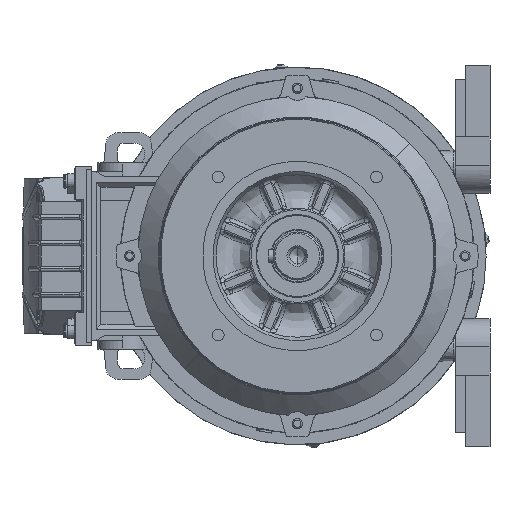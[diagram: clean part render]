
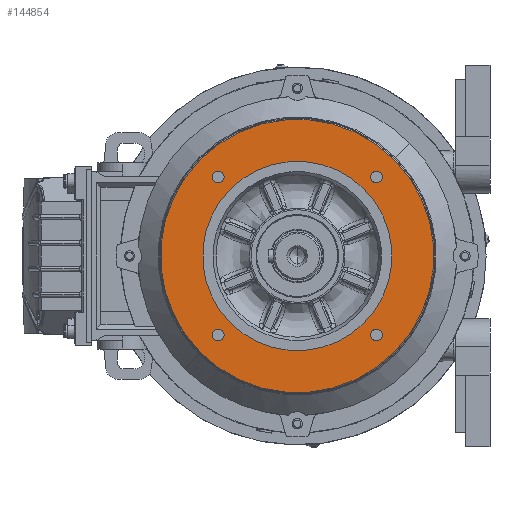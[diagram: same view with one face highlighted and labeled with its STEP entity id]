
A CAD part, left-side view. The second image highlights one B-rep face of the part: STEP entity #144854.
In plain terms, the highlighted planar face has unit normal (-1, 0, 0).
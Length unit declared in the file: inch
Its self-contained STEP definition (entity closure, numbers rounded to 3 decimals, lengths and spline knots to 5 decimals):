
#506 = ORIENTED_EDGE ( 'NONE', *, *, #40669, .T. ) ;
#1178 = EDGE_CURVE ( 'NONE', #70956, #101175, #117043, .T. ) ;
#2335 = AXIS2_PLACEMENT_3D ( 'NONE', #115899, #6458, #103915 ) ;
#3611 = FACE_BOUND ( 'NONE', #153321, .T. ) ;
#4028 = DIRECTION ( 'NONE',  ( 1., 0., 0. ) ) ;
#4064 = CARTESIAN_POINT ( 'NONE',  ( -1.69291, -1.80953, -1.80953 ) ) ;
#6125 = AXIS2_PLACEMENT_3D ( 'NONE', #4064, #56005, #91152 ) ;
#6450 = ORIENTED_EDGE ( 'NONE', *, *, #8365, .T. ) ;
#6458 = DIRECTION ( 'NONE',  ( 1., 0., 0. ) ) ;
#7807 = EDGE_CURVE ( 'NONE', #111340, #57126, #148740, .T. ) ;
#8365 = EDGE_CURVE ( 'NONE', #152247, #144668, #141074, .T. ) ;
#11547 = EDGE_LOOP ( 'NONE', ( #52761, #506 ) ) ;
#11759 = ORIENTED_EDGE ( 'NONE', *, *, #116976, .T. ) ;
#12502 = AXIS2_PLACEMENT_3D ( 'NONE', #83107, #20810, #58370 ) ;
#13801 = EDGE_CURVE ( 'NONE', #57126, #111340, #85746, .T. ) ;
#15390 = CARTESIAN_POINT ( 'NONE',  ( -1.69291, -1.90418, 1.71487 ) ) ;
#16813 = AXIS2_PLACEMENT_3D ( 'NONE', #136039, #51388, #26580 ) ;
#17164 = FACE_BOUND ( 'NONE', #11547, .T. ) ;
#17289 = CIRCLE ( 'NONE', #119370, 3.12721 ) ;
#17725 = CARTESIAN_POINT ( 'NONE',  ( -1.69291, 1.71487, 1.71487 ) ) ;
#17751 = CARTESIAN_POINT ( 'NONE',  ( -1.69291, -1.71487, 1.90418 ) ) ;
#17974 = FACE_BOUND ( 'NONE', #87990, .T. ) ;
#18385 = CARTESIAN_POINT ( 'NONE',  ( -1.69291, -1.80953, 1.80953 ) ) ;
#20810 = DIRECTION ( 'NONE',  ( 1., 0., 0. ) ) ;
#23585 = VERTEX_POINT ( 'NONE', #134003 ) ;
#23964 = DIRECTION ( 'NONE',  ( 0., 0.707, 0.707 ) ) ;
#25389 = CIRCLE ( 'NONE', #101887, 0.13386 ) ;
#25781 = CIRCLE ( 'NONE', #109939, 0.13386 ) ;
#26580 = DIRECTION ( 'NONE',  ( 0., 0.707, 0.707 ) ) ;
#28808 = DIRECTION ( 'NONE',  ( 0., 0.707, 0.707 ) ) ;
#29358 = DIRECTION ( 'NONE',  ( 0., 0.707, 0.707 ) ) ;
#29962 = FACE_BOUND ( 'NONE', #49475, .T. ) ;
#32526 = AXIS2_PLACEMENT_3D ( 'NONE', #65954, #54764, #41222 ) ;
#33980 = CARTESIAN_POINT ( 'NONE',  ( -1.69291, 0., 0. ) ) ;
#36360 = VERTEX_POINT ( 'NONE', #15390 ) ;
#39352 = CARTESIAN_POINT ( 'NONE',  ( -1.69291, 1.71487, -1.90418 ) ) ;
#40669 = EDGE_CURVE ( 'NONE', #36360, #42105, #25781, .T. ) ;
#41222 = DIRECTION ( 'NONE',  ( 0., 0.707, 0.707 ) ) ;
#42105 = VERTEX_POINT ( 'NONE', #17751 ) ;
#43131 = CARTESIAN_POINT ( 'NONE',  ( -1.69291, 1.53114, 1.53114 ) ) ;
#45162 = DIRECTION ( 'NONE',  ( 0., -0.707, -0.707 ) ) ;
#49475 = EDGE_LOOP ( 'NONE', ( #110018, #112160 ) ) ;
#51388 = DIRECTION ( 'NONE',  ( 1., 0., 0. ) ) ;
#52761 = ORIENTED_EDGE ( 'NONE', *, *, #111602, .T. ) ;
#53586 = CARTESIAN_POINT ( 'NONE',  ( -1.69291, -1.71487, -1.71487 ) ) ;
#54764 = DIRECTION ( 'NONE',  ( -1., 0., 0. ) ) ;
#55552 = ORIENTED_EDGE ( 'NONE', *, *, #85035, .T. ) ;
#55967 = CIRCLE ( 'NONE', #2335, 0.13386 ) ;
#56005 = DIRECTION ( 'NONE',  ( 1., 0., 0. ) ) ;
#57126 = VERTEX_POINT ( 'NONE', #53586 ) ;
#58370 = DIRECTION ( 'NONE',  ( 0., 0.707, 0.707 ) ) ;
#59422 = CARTESIAN_POINT ( 'NONE',  ( -1.69291, 1.80953, 1.80953 ) ) ;
#64993 = CIRCLE ( 'NONE', #133536, 0.13386 ) ;
#65606 = CARTESIAN_POINT ( 'NONE',  ( -1.69291, -1.90418, -1.90418 ) ) ;
#65954 = CARTESIAN_POINT ( 'NONE',  ( -1.69291, 0., 0. ) ) ;
#69961 = ORIENTED_EDGE ( 'NONE', *, *, #7807, .T. ) ;
#70956 = VERTEX_POINT ( 'NONE', #43131 ) ;
#71748 = VERTEX_POINT ( 'NONE', #17725 ) ;
#73196 = CIRCLE ( 'NONE', #78190, 0.13386 ) ;
#73735 = AXIS2_PLACEMENT_3D ( 'NONE', #138826, #125248, #29358 ) ;
#76353 = FACE_OUTER_BOUND ( 'NONE', #148453, .T. ) ;
#76525 = EDGE_CURVE ( 'NONE', #23585, #71748, #64993, .T. ) ;
#78190 = AXIS2_PLACEMENT_3D ( 'NONE', #146626, #95526, #121839 ) ;
#80915 = CARTESIAN_POINT ( 'NONE',  ( -1.69291, 0., 0. ) ) ;
#83107 = CARTESIAN_POINT ( 'NONE',  ( -1.69291, 0., 0. ) ) ;
#85035 = EDGE_CURVE ( 'NONE', #144668, #152247, #17289, .T. ) ;
#85746 = CIRCLE ( 'NONE', #16813, 0.13386 ) ;
#87835 = AXIS2_PLACEMENT_3D ( 'NONE', #33980, #105075, #45162 ) ;
#87990 = EDGE_LOOP ( 'NONE', ( #153819, #149714 ) ) ;
#88660 = VERTEX_POINT ( 'NONE', #99317 ) ;
#91152 = DIRECTION ( 'NONE',  ( 0., 0.707, 0.707 ) ) ;
#94505 = DIRECTION ( 'NONE',  ( -1., 0., 0. ) ) ;
#95526 = DIRECTION ( 'NONE',  ( 1., 0., 0. ) ) ;
#96401 = CARTESIAN_POINT ( 'NONE',  ( -1.69291, 2.21127, 2.21127 ) ) ;
#99317 = CARTESIAN_POINT ( 'NONE',  ( -1.69291, 1.90418, -1.71487 ) ) ;
#100563 = CARTESIAN_POINT ( 'NONE',  ( -1.69291, 0., 0. ) ) ;
#101175 = VERTEX_POINT ( 'NONE', #130254 ) ;
#101886 = FACE_BOUND ( 'NONE', #111526, .T. ) ;
#101887 = AXIS2_PLACEMENT_3D ( 'NONE', #146201, #123746, #23964 ) ;
#102065 = CIRCLE ( 'NONE', #73735, 0.13386 ) ;
#103915 = DIRECTION ( 'NONE',  ( 0., 0.707, 0.707 ) ) ;
#105075 = DIRECTION ( 'NONE',  ( -1., 0., 0. ) ) ;
#108094 = DIRECTION ( 'NONE',  ( 0., 0.707, 0.707 ) ) ;
#109414 = DIRECTION ( 'NONE',  ( 1., 0., 0. ) ) ;
#109939 = AXIS2_PLACEMENT_3D ( 'NONE', #18385, #4028, #28808 ) ;
#110018 = ORIENTED_EDGE ( 'NONE', *, *, #1178, .T. ) ;
#110995 = EDGE_CURVE ( 'NONE', #71748, #23585, #55967, .T. ) ;
#111340 = VERTEX_POINT ( 'NONE', #65606 ) ;
#111526 = EDGE_LOOP ( 'NONE', ( #147381, #69961 ) ) ;
#111602 = EDGE_CURVE ( 'NONE', #42105, #36360, #25389, .T. ) ;
#112160 = ORIENTED_EDGE ( 'NONE', *, *, #157173, .T. ) ;
#113950 = ORIENTED_EDGE ( 'NONE', *, *, #133843, .T. ) ;
#115409 = CIRCLE ( 'NONE', #138462, 2.16535 ) ;
#115899 = CARTESIAN_POINT ( 'NONE',  ( -1.69291, 1.80953, 1.80953 ) ) ;
#116976 = EDGE_CURVE ( 'NONE', #129224, #88660, #73196, .T. ) ;
#117043 = CIRCLE ( 'NONE', #12502, 2.16535 ) ;
#119370 = AXIS2_PLACEMENT_3D ( 'NONE', #80915, #94505, #143244 ) ;
#121839 = DIRECTION ( 'NONE',  ( 0., 0.707, 0.707 ) ) ;
#123746 = DIRECTION ( 'NONE',  ( 1., 0., 0. ) ) ;
#125248 = DIRECTION ( 'NONE',  ( 1., 0., 0. ) ) ;
#129224 = VERTEX_POINT ( 'NONE', #39352 ) ;
#130254 = CARTESIAN_POINT ( 'NONE',  ( -1.69291, -1.53114, -1.53114 ) ) ;
#132080 = DIRECTION ( 'NONE',  ( 1., 0., 0. ) ) ;
#133536 = AXIS2_PLACEMENT_3D ( 'NONE', #59422, #132080, #108094 ) ;
#133843 = EDGE_CURVE ( 'NONE', #88660, #129224, #102065, .T. ) ;
#134003 = CARTESIAN_POINT ( 'NONE',  ( -1.69291, 1.90418, 1.90418 ) ) ;
#136039 = CARTESIAN_POINT ( 'NONE',  ( -1.69291, -1.80953, -1.80953 ) ) ;
#138462 = AXIS2_PLACEMENT_3D ( 'NONE', #100563, #109414, #147763 ) ;
#138826 = CARTESIAN_POINT ( 'NONE',  ( -1.69291, 1.80953, -1.80953 ) ) ;
#140530 = CARTESIAN_POINT ( 'NONE',  ( -1.69291, -2.21127, -2.21127 ) ) ;
#141074 = CIRCLE ( 'NONE', #87835, 3.12721 ) ;
#143244 = DIRECTION ( 'NONE',  ( 0., -0.707, -0.707 ) ) ;
#144668 = VERTEX_POINT ( 'NONE', #96401 ) ;
#144854 = ADVANCED_FACE ( 'NONE', ( #29962, #76353, #17974, #3611, #101886, #17164 ), #150658, .T. ) ;
#146201 = CARTESIAN_POINT ( 'NONE',  ( -1.69291, -1.80953, 1.80953 ) ) ;
#146626 = CARTESIAN_POINT ( 'NONE',  ( -1.69291, 1.80953, -1.80953 ) ) ;
#147381 = ORIENTED_EDGE ( 'NONE', *, *, #13801, .T. ) ;
#147763 = DIRECTION ( 'NONE',  ( 0., 0.707, 0.707 ) ) ;
#148453 = EDGE_LOOP ( 'NONE', ( #6450, #55552 ) ) ;
#148740 = CIRCLE ( 'NONE', #6125, 0.13386 ) ;
#149714 = ORIENTED_EDGE ( 'NONE', *, *, #110995, .T. ) ;
#150658 = PLANE ( 'NONE',  #32526 ) ;
#152247 = VERTEX_POINT ( 'NONE', #140530 ) ;
#153321 = EDGE_LOOP ( 'NONE', ( #113950, #11759 ) ) ;
#153819 = ORIENTED_EDGE ( 'NONE', *, *, #76525, .T. ) ;
#157173 = EDGE_CURVE ( 'NONE', #101175, #70956, #115409, .T. ) ;
